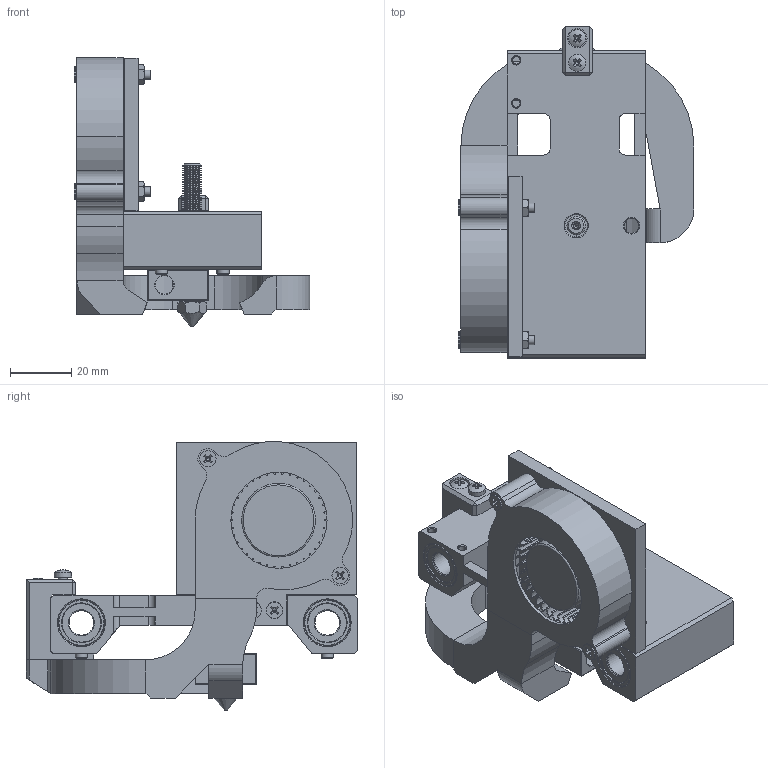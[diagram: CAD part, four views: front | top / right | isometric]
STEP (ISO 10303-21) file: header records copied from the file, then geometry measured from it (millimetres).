
FILE_DESCRIPTION(('FreeCAD Model'),'2;1');
FILE_NAME('FanDuctDual_Assembled.step', '2020-08-17T12:29:22',('Author'),(''), 'Open CASCADE STEP processor 7.3','FreeCAD','Unknown');
FILE_SCHEMA(('CONFIG_CONTROL_DESIGN','SHAPE_APPEARANCE_LAYER_MIM'));
Length unit declared in the file: millimetre
Products named in the file (37): A3/A6_Printhead; carrier; AluSled; LM8LUU_002; SOLID; SOLID001; LM8LUU_001; SOLID002; SOLID003; M4x4_grub-Screw_001; M4x4_grub-Screw_002; M4x4_grub-Screw_003; M4x4_grub-Screw_004; hotend; TeflonThroatTube_40mm; SOLID023; SOLID024; Nozzle_0.4mm; AluHeaterBlock; part-cooling; 5015_CentrifugalFan; SOLID031; SOLID032; 5015_air-blower_holder; M3x25-Screw_001; M3x10-Screw_001; M3x10-Screw_002; M3x25-Screw_002; M3-Nut_001; M3-Nut_002; Dual_FanDuct; Holder; M3x30-Screw; M3x6-Screw; M3-Nut; M3-Nut001; FanDuctDual
Assembly tree (36 placements, depth 4):
  A3/A6_Printhead
    carrier
      AluSled
      LM8LUU_002
        SOLID
        SOLID001
      LM8LUU_001
        SOLID002
        SOLID003
      M4x4_grub-Screw_001
      M4x4_grub-Screw_002
      M4x4_grub-Screw_003
      M4x4_grub-Screw_004
    hotend
      TeflonThroatTube_40mm
        SOLID023
        SOLID024
      Nozzle_0.4mm
      AluHeaterBlock
    part-cooling
      5015_CentrifugalFan
        SOLID031
        SOLID032
      5015_air-blower_holder
      M3x25-Screw_001
      M3x10-Screw_001
      M3x10-Screw_002
      M3x25-Screw_002
      M3-Nut_001
      M3-Nut_002
    Dual_FanDuct
      Holder
      M3x30-Screw
      M3x6-Screw
      M3-Nut
      M3-Nut001
      FanDuctDual
Bounding box: 76.7 x 108 x 87.48 mm (x, y, z)
Volume: 98552.9 mm3; surface area: 86273.9 mm2
Topology: 28 solids, 28 shells, 1134 faces, 2753 edges, 1696 vertices
Faces by surface type: plane 504, cylinder 307, cone 306, sphere 10, revolution 6, torus 1
Full cylindrical faces by diameter (mm): 0.4 x1, 1.75 x1, 1.8 x1, 2 x2, 2.459 x4, 2.5 x5, 3 x7, 3.3 x7, 3.5 x2, 3.6 x2, 3.95 x1, 4 x5, 4.4 x2, 4.8 x1, 5 x2, 5.3 x4, 5.6 x2, 6.1 x1, 6.3 x1, 7.3 x1, 8 x2, 10.35 x2, 10.75 x2, 12.6 x8, 14 x4, 15 x8, 24 x1, 31.3 x1, 36 x1
Entity records: 38576 total; most frequent: DIRECTION 6446, CARTESIAN_POINT 6236, ORIENTED_EDGE 5478, EDGE_CURVE 2739, AXIS2_PLACEMENT_3D 2538, VERTEX_POINT 1696, LINE 1364, VECTOR 1364
